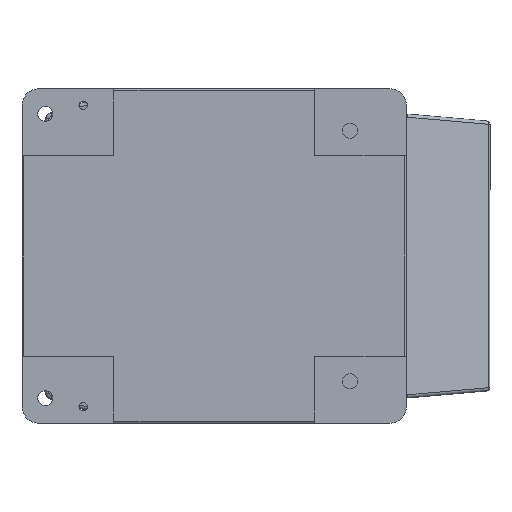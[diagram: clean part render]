
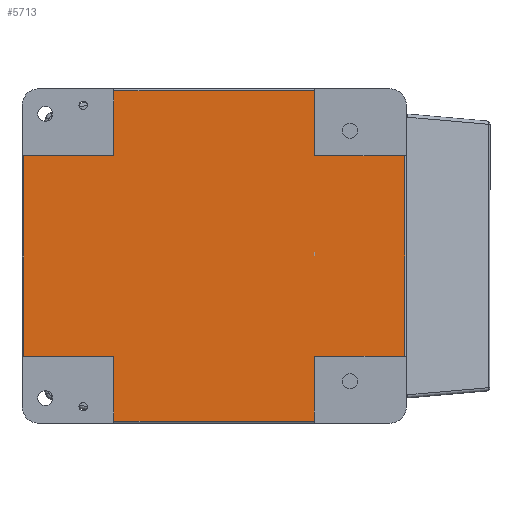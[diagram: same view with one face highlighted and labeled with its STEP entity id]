
A CAD part, front view. The second image highlights one B-rep face of the part: STEP entity #5713.
In plain terms, the highlighted planar face has unit normal (0, -1, 0).
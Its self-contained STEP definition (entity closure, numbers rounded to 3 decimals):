
#38 = LINE ( 'NONE', #3409, #8388 ) ;
#93 = DIRECTION ( 'NONE',  ( 0., 0., -1. ) ) ;
#377 = EDGE_LOOP ( 'NONE', ( #9929, #2140, #10227, #586, #10216, #1595, #3979, #3981, #4248, #10180, #5148, #5936 ) ) ;
#430 = EDGE_CURVE ( 'NONE', #9314, #1521, #2869, .T. ) ;
#458 = VECTOR ( 'NONE', #10722, 1000. ) ;
#586 = ORIENTED_EDGE ( 'NONE', *, *, #9493, .T. ) ;
#696 = VECTOR ( 'NONE', #952, 1000. ) ;
#893 = CARTESIAN_POINT ( 'NONE',  ( -45., 5., -60. ) ) ;
#952 = DIRECTION ( 'NONE',  ( 0., 0., 1. ) ) ;
#995 = DIRECTION ( 'NONE',  ( 1., 0., 0. ) ) ;
#1037 = VERTEX_POINT ( 'NONE', #4769 ) ;
#1053 = DIRECTION ( 'NONE',  ( 1., 0., 0. ) ) ;
#1367 = DIRECTION ( 'NONE',  ( 0., 0., 1. ) ) ;
#1481 = VERTEX_POINT ( 'NONE', #893 ) ;
#1521 = VERTEX_POINT ( 'NONE', #9082 ) ;
#1595 = ORIENTED_EDGE ( 'NONE', *, *, #1626, .T. ) ;
#1626 = EDGE_CURVE ( 'NONE', #1521, #5372, #5609, .T. ) ;
#1672 = DIRECTION ( 'NONE',  ( -1., 0., 0. ) ) ;
#1857 = VERTEX_POINT ( 'NONE', #4500 ) ;
#1876 = CARTESIAN_POINT ( 'NONE',  ( -100., 5., -60. ) ) ;
#2051 = VECTOR ( 'NONE', #93, 1000. ) ;
#2140 = ORIENTED_EDGE ( 'NONE', *, *, #4117, .T. ) ;
#2145 = EDGE_CURVE ( 'NONE', #4861, #7237, #7509, .T. ) ;
#2278 = CARTESIAN_POINT ( 'NONE',  ( -45., 5., -99. ) ) ;
#2393 = DIRECTION ( 'NONE',  ( 0., 0., -1. ) ) ;
#2445 = VECTOR ( 'NONE', #1672, 1000. ) ;
#2585 = CARTESIAN_POINT ( 'NONE',  ( 15., 5., 0. ) ) ;
#2643 = VECTOR ( 'NONE', #2393, 1000. ) ;
#2869 = LINE ( 'NONE', #8390, #3136 ) ;
#2880 = VERTEX_POINT ( 'NONE', #3143 ) ;
#3070 = CARTESIAN_POINT ( 'NONE',  ( 129., 5., 60. ) ) ;
#3136 = VECTOR ( 'NONE', #1053, 1000. ) ;
#3143 = CARTESIAN_POINT ( 'NONE',  ( 129., 5., -60. ) ) ;
#3185 = DIRECTION ( 'NONE',  ( -1., 0., 0. ) ) ;
#3195 = VERTEX_POINT ( 'NONE', #5375 ) ;
#3284 = LINE ( 'NONE', #5749, #2643 ) ;
#3341 = CARTESIAN_POINT ( 'NONE',  ( 75., 5., 60. ) ) ;
#3409 = CARTESIAN_POINT ( 'NONE',  ( 130., 5., 60. ) ) ;
#3417 = FACE_OUTER_BOUND ( 'NONE', #377, .T. ) ;
#3979 = ORIENTED_EDGE ( 'NONE', *, *, #5198, .T. ) ;
#3981 = ORIENTED_EDGE ( 'NONE', *, *, #10866, .T. ) ;
#4029 = CARTESIAN_POINT ( 'NONE',  ( -99., 5., 0. ) ) ;
#4117 = EDGE_CURVE ( 'NONE', #1037, #1857, #8095, .T. ) ;
#4248 = ORIENTED_EDGE ( 'NONE', *, *, #7265, .T. ) ;
#4254 = LINE ( 'NONE', #10014, #2051 ) ;
#4318 = CARTESIAN_POINT ( 'NONE',  ( 75., 5., 60. ) ) ;
#4500 = CARTESIAN_POINT ( 'NONE',  ( -99., 5., -60. ) ) ;
#4769 = CARTESIAN_POINT ( 'NONE',  ( -99., 5., 60. ) ) ;
#4861 = VERTEX_POINT ( 'NONE', #3341 ) ;
#4888 = EDGE_CURVE ( 'NONE', #7237, #5466, #9209, .T. ) ;
#5043 = LINE ( 'NONE', #8397, #7864 ) ;
#5071 = VECTOR ( 'NONE', #10567, 1000. ) ;
#5089 = LINE ( 'NONE', #1876, #10147 ) ;
#5148 = ORIENTED_EDGE ( 'NONE', *, *, #4888, .T. ) ;
#5198 = EDGE_CURVE ( 'NONE', #5372, #2880, #10741, .T. ) ;
#5372 = VERTEX_POINT ( 'NONE', #6993 ) ;
#5375 = CARTESIAN_POINT ( 'NONE',  ( -45., 5., 60. ) ) ;
#5466 = VERTEX_POINT ( 'NONE', #7092 ) ;
#5609 = LINE ( 'NONE', #10600, #9654 ) ;
#5713 = ADVANCED_FACE ( 'NONE', ( #3417 ), #6766, .F. ) ;
#5749 = CARTESIAN_POINT ( 'NONE',  ( -45., 5., 60. ) ) ;
#5767 = VECTOR ( 'NONE', #10605, 1000. ) ;
#5813 = EDGE_CURVE ( 'NONE', #5466, #3195, #3284, .T. ) ;
#5936 = ORIENTED_EDGE ( 'NONE', *, *, #5813, .T. ) ;
#5939 = DIRECTION ( 'NONE',  ( 0., 1., 0. ) ) ;
#6766 = PLANE ( 'NONE',  #9287 ) ;
#6993 = CARTESIAN_POINT ( 'NONE',  ( 75., 5., -60. ) ) ;
#7092 = CARTESIAN_POINT ( 'NONE',  ( -45., 5., 99. ) ) ;
#7237 = VERTEX_POINT ( 'NONE', #9177 ) ;
#7265 = EDGE_CURVE ( 'NONE', #8424, #4861, #38, .T. ) ;
#7386 = DIRECTION ( 'NONE',  ( 0., 0., 1. ) ) ;
#7509 = LINE ( 'NONE', #4318, #696 ) ;
#7864 = VECTOR ( 'NONE', #3185, 1000. ) ;
#8095 = LINE ( 'NONE', #4029, #5767 ) ;
#8388 = VECTOR ( 'NONE', #10102, 1000. ) ;
#8390 = CARTESIAN_POINT ( 'NONE',  ( 15., 5., -99. ) ) ;
#8397 = CARTESIAN_POINT ( 'NONE',  ( -100., 5., 60. ) ) ;
#8424 = VERTEX_POINT ( 'NONE', #3070 ) ;
#8820 = CARTESIAN_POINT ( 'NONE',  ( 130., 5., -60. ) ) ;
#9082 = CARTESIAN_POINT ( 'NONE',  ( 75., 5., -99. ) ) ;
#9177 = CARTESIAN_POINT ( 'NONE',  ( 75., 5., 99. ) ) ;
#9209 = LINE ( 'NONE', #10083, #2445 ) ;
#9287 = AXIS2_PLACEMENT_3D ( 'NONE', #2585, #5939, #7386 ) ;
#9314 = VERTEX_POINT ( 'NONE', #2278 ) ;
#9493 = EDGE_CURVE ( 'NONE', #1481, #9314, #4254, .T. ) ;
#9654 = VECTOR ( 'NONE', #1367, 1000. ) ;
#9801 = EDGE_CURVE ( 'NONE', #3195, #1037, #5043, .T. ) ;
#9893 = LINE ( 'NONE', #10547, #458 ) ;
#9929 = ORIENTED_EDGE ( 'NONE', *, *, #9801, .T. ) ;
#10014 = CARTESIAN_POINT ( 'NONE',  ( -45., 5., -60. ) ) ;
#10083 = CARTESIAN_POINT ( 'NONE',  ( 15., 5., 99. ) ) ;
#10102 = DIRECTION ( 'NONE',  ( -1., 0., 0. ) ) ;
#10147 = VECTOR ( 'NONE', #995, 1000. ) ;
#10180 = ORIENTED_EDGE ( 'NONE', *, *, #2145, .T. ) ;
#10192 = EDGE_CURVE ( 'NONE', #1857, #1481, #5089, .T. ) ;
#10216 = ORIENTED_EDGE ( 'NONE', *, *, #430, .T. ) ;
#10227 = ORIENTED_EDGE ( 'NONE', *, *, #10192, .T. ) ;
#10547 = CARTESIAN_POINT ( 'NONE',  ( 129., 5., 0. ) ) ;
#10567 = DIRECTION ( 'NONE',  ( 1., 0., 0. ) ) ;
#10600 = CARTESIAN_POINT ( 'NONE',  ( 75., 5., -60. ) ) ;
#10605 = DIRECTION ( 'NONE',  ( 0., 0., -1. ) ) ;
#10722 = DIRECTION ( 'NONE',  ( 0., 0., 1. ) ) ;
#10741 = LINE ( 'NONE', #8820, #5071 ) ;
#10866 = EDGE_CURVE ( 'NONE', #2880, #8424, #9893, .T. ) ;
